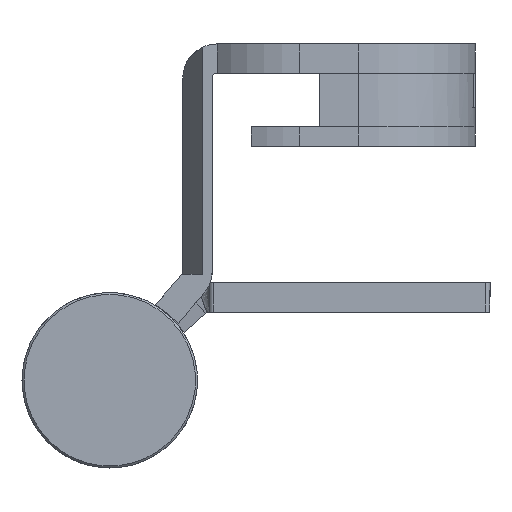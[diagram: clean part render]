
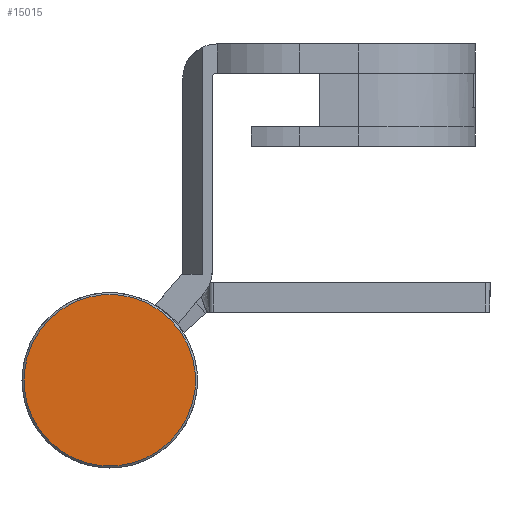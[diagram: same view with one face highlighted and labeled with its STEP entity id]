
A CAD part, left-side view. The second image highlights one B-rep face of the part: STEP entity #15015.
In plain terms, the highlighted face is planar.
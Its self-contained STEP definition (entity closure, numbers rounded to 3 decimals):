
#888 = DIRECTION ( 'NONE',  ( 0., 0., 1. ) ) ;
#1520 = EDGE_LOOP ( 'NONE', ( #8442, #13952 ) ) ;
#2042 = VERTEX_POINT ( 'NONE', #10445 ) ;
#2586 = FACE_OUTER_BOUND ( 'NONE', #1520, .T. ) ;
#3204 = EDGE_CURVE ( 'NONE', #3531, #2042, #18591, .T. ) ;
#3531 = VERTEX_POINT ( 'NONE', #3887 ) ;
#3887 = CARTESIAN_POINT ( 'NONE',  ( 37., 0., 8.8 ) ) ;
#4717 = DIRECTION ( 'NONE',  ( 0., 0., 1. ) ) ;
#4908 = CIRCLE ( 'NONE', #10368, 8.8 ) ;
#6027 = DIRECTION ( 'NONE',  ( -1., 0., 0. ) ) ;
#8369 = DIRECTION ( 'NONE',  ( -1., 0., 0. ) ) ;
#8442 = ORIENTED_EDGE ( 'NONE', *, *, #3204, .F. ) ;
#8461 = DIRECTION ( 'NONE',  ( 0., 0., 1. ) ) ;
#8552 = PLANE ( 'NONE',  #15946 ) ;
#10368 = AXIS2_PLACEMENT_3D ( 'NONE', #18251, #6027, #4717 ) ;
#10414 = EDGE_CURVE ( 'NONE', #2042, #3531, #4908, .T. ) ;
#10445 = CARTESIAN_POINT ( 'NONE',  ( 37., 0., -8.8 ) ) ;
#10520 = AXIS2_PLACEMENT_3D ( 'NONE', #16147, #8369, #8461 ) ;
#13952 = ORIENTED_EDGE ( 'NONE', *, *, #10414, .F. ) ;
#14725 = DIRECTION ( 'NONE',  ( -1., 0., 0. ) ) ;
#15015 = ADVANCED_FACE ( 'NONE', ( #2586 ), #8552, .F. ) ;
#15946 = AXIS2_PLACEMENT_3D ( 'NONE', #16340, #14725, #888 ) ;
#16147 = CARTESIAN_POINT ( 'NONE',  ( 37., 0., 0. ) ) ;
#16340 = CARTESIAN_POINT ( 'NONE',  ( 37., 8.8, 0. ) ) ;
#18251 = CARTESIAN_POINT ( 'NONE',  ( 37., 0., 0. ) ) ;
#18591 = CIRCLE ( 'NONE', #10520, 8.8 ) ;
